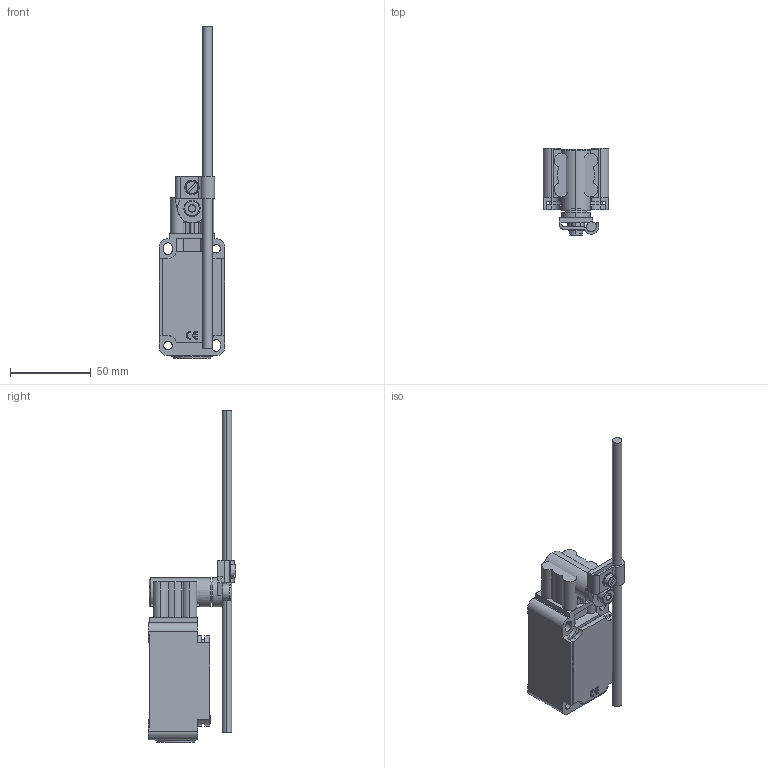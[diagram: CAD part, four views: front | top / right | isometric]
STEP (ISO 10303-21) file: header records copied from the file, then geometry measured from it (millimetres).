
FILE_DESCRIPTION (( 'STEP AP203' ), '1' );
FILE_NAME ('Z4V10H-336-02Z.STEP', '2021-01-07T18:45:15', ( '' ), ( '' ), 'SwSTEP 2.0', 'SolidWorks 2019', '' );
FILE_SCHEMA (( 'CONFIG_CONTROL_DESIGN' ));
Length unit declared in the file: inch
Products named in the file (1): Z4V10H-336-02Z
Bounding box: 40.5 x 54.1 x 205.7 mm (x, y, z)
Volume: 132947.2 mm3; surface area: 31750.9 mm2
Topology: 4 solids, 4 shells, 255 faces, 671 edges, 441 vertices
Faces by surface type: plane 122, cylinder 111, cone 14, bspline 8
Entity records: 8750 total; most frequent: CARTESIAN_POINT 2216, DIRECTION 1383, ORIENTED_EDGE 1342, EDGE_CURVE 671, AXIS2_PLACEMENT_3D 502, VERTEX_POINT 441, LINE 379, VECTOR 379
